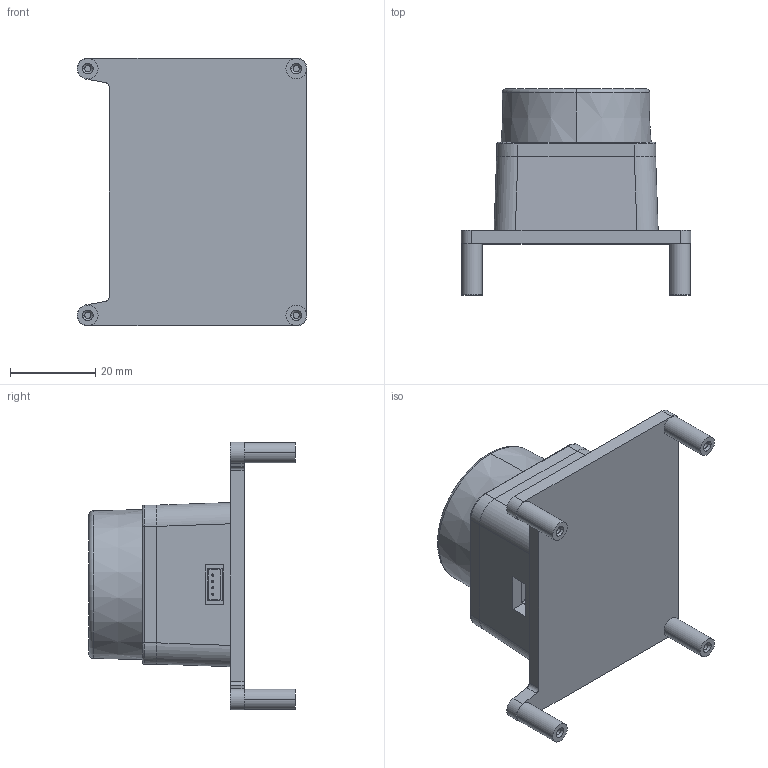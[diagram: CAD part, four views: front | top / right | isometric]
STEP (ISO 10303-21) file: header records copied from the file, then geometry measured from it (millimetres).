
FILE_DESCRIPTION (( 'STEP AP214' ), '1' );
FILE_NAME ('LD06_Assembly.STEP', '2022-04-29T12:30:31', ( '' ), ( '' ), 'SwSTEP 2.0', 'SolidWorks 2021', '' );
FILE_SCHEMA (( 'AUTOMOTIVE_DESIGN' ));
Length unit declared in the file: millimetre
Products named in the file (6): LD06_Assembly; LD06_LiDAR; JIS_B1111_M2x6.step; LD06_PiBracket; jst-1.5mm-4P.step
Assembly tree (6 placements, depth 3):
  LD06_Assembly
    LD06_LiDAR
      LD06_LiDAR
      JIS_B1111_M2x6.step  x2
      jst-1.5mm-4P.step
    LD06_PiBracket
Bounding box: 54 x 48.5 x 63 mm (x, y, z)
Volume: 51064.4 mm3; surface area: 16560.4 mm2
Topology: 5 solids, 5 shells, 310 faces, 795 edges, 510 vertices
Faces by surface type: plane 152, cylinder 102, sphere 24, cone 18, torus 14
Entity records: 10099 total; most frequent: DIRECTION 1457, CARTESIAN_POINT 1434, ORIENTED_EDGE 1310, EDGE_CURVE 655, AXIS2_PLACEMENT_3D 550, VERTEX_POINT 431, VECTOR 357, LINE 357
